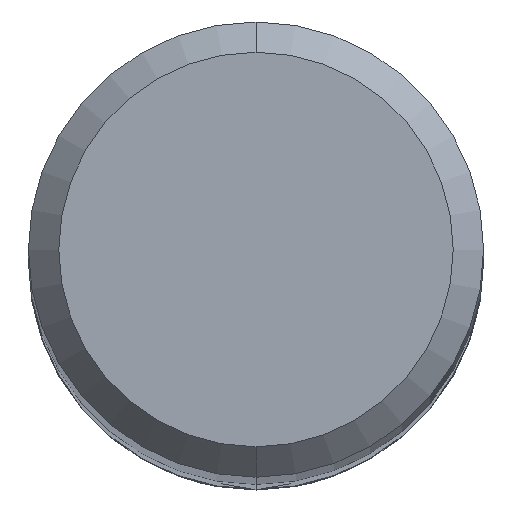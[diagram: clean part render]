
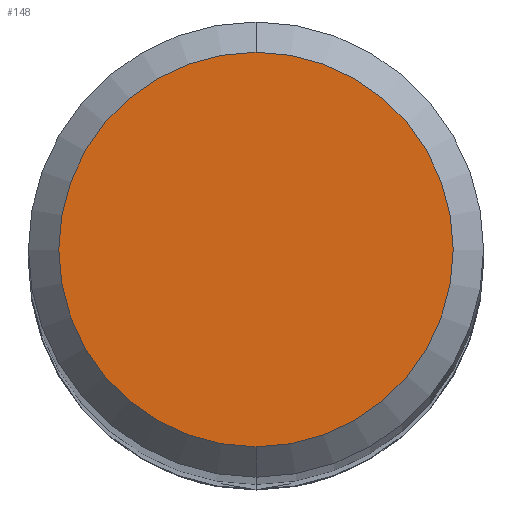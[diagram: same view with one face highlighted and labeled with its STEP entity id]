
A CAD part, top view. The second image highlights one B-rep face of the part: STEP entity #148.
In plain terms, the highlighted planar face has unit normal (0, 0, 1).
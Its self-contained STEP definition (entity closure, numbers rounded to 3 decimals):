
#118=VERTEX_POINT('',#283);
#148=ADVANCED_FACE('',(#314),#315,.T.);
#164=VERTEX_POINT('',#331);
#166=EDGE_CURVE('',#118,#164,#333,.T.);
#222=EDGE_CURVE('',#164,#118,#401,.T.);
#283=CARTESIAN_POINT('',(0.0,2.6,0.0));
#314=FACE_OUTER_BOUND('',#499,.T.);
#315=PLANE('',#500);
#331=CARTESIAN_POINT('',(0.,-2.6,0.0));
#333=CIRCLE('',#521,2.6);
#401=CIRCLE('',#610,2.6);
#499=EDGE_LOOP('',(#690,#691));
#500=AXIS2_PLACEMENT_3D('',#692,#693,#694);
#521=AXIS2_PLACEMENT_3D('',#701,#702,#703);
#610=AXIS2_PLACEMENT_3D('',#812,#813,#814);
#690=ORIENTED_EDGE('',*,*,#166,.F.);
#691=ORIENTED_EDGE('',*,*,#222,.F.);
#692=CARTESIAN_POINT('',(0.0,1.3,0.0));
#693=DIRECTION('',(-0.0,0.0,1.0));
#694=DIRECTION('',(0.0,-1.0,0.0));
#701=CARTESIAN_POINT('',(0.0,0.0,0.0));
#702=DIRECTION('',(0.0,0.0,-1.0));
#703=DIRECTION('',(0.0,1.0,0.0));
#812=CARTESIAN_POINT('',(0.0,0.0,0.0));
#813=DIRECTION('',(0.0,0.0,-1.0));
#814=DIRECTION('',(0.0,1.0,0.0));
